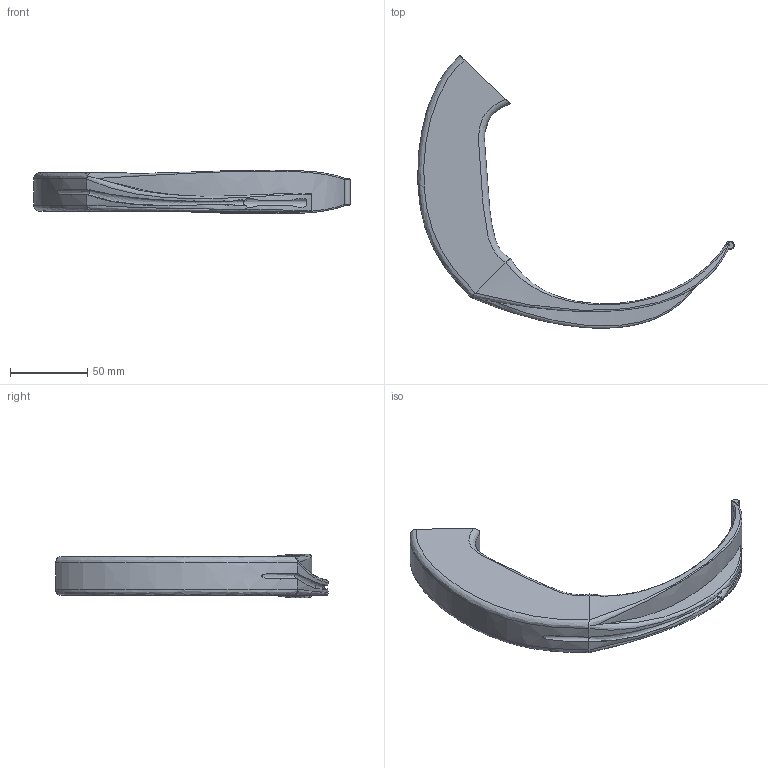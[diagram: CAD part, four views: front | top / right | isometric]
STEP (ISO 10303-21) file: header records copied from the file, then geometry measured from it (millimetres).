
FILE_DESCRIPTION(('Open CASCADE Model'),'2;1');
FILE_NAME('Open CASCADE Shape Model','2024-10-23T20:13:45',('Author'),( 'Open CASCADE'),'Open CASCADE STEP processor 7.7','Open CASCADE 7.7' ,'Unknown');
FILE_SCHEMA(('AUTOMOTIVE_DESIGN { 1 0 10303 214 1 1 1 1 }'));
Length unit declared in the file: millimetre
Products named in the file (1): Open CASCADE STEP translator 7.7 1
Bounding box: 204.79 x 176.29 x 28.46 mm (x, y, z)
Volume: 193048.2 mm3; surface area: 33802.5 mm2
Topology: 1 solids, 1 shells, 35 faces, 94 edges, 61 vertices
Faces by surface type: bspline 21, plane 8, cone 5, cylinder 1
Entity records: 7547 total; most frequent: CARTESIAN_POINT 6153, ORIENTED_EDGE 188, PCURVE 188, DEFINITIONAL_REPRESENTATION 188, B_SPLINE_CURVE_WITH_KNOTS 183, DIRECTION 108, EDGE_CURVE 94, SURFACE_CURVE 94
